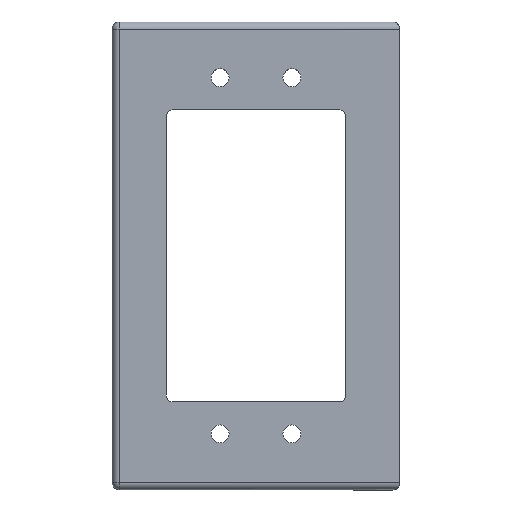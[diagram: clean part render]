
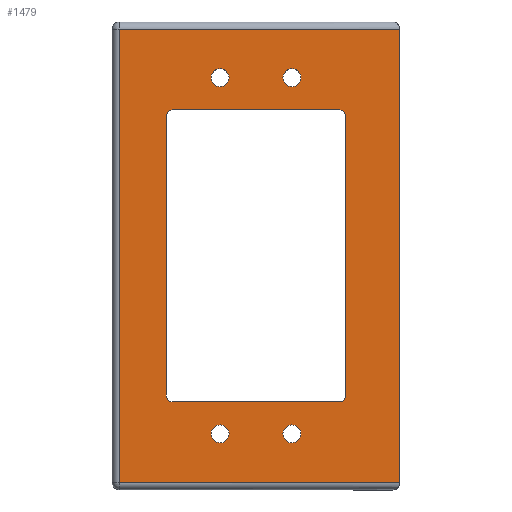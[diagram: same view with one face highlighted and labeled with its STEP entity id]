
A CAD part, top view. The second image highlights one B-rep face of the part: STEP entity #1479.
In plain terms, the highlighted planar face has unit normal (0, 0, 1).
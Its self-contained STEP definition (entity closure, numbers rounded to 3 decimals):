
#18 = CARTESIAN_POINT ( 'NONE',  ( 20., -31.5, 5. ) ) ;
#49 = AXIS2_PLACEMENT_3D ( 'NONE', #2087, #2330, #1127 ) ;
#50 = EDGE_LOOP ( 'NONE', ( #2009, #419, #2067, #1832 ) ) ;
#75 = FACE_BOUND ( 'NONE', #489, .T. ) ;
#90 = ORIENTED_EDGE ( 'NONE', *, *, #2835, .T. ) ;
#102 = VERTEX_POINT ( 'NONE', #1589 ) ;
#108 = VERTEX_POINT ( 'NONE', #2331 ) ;
#120 = PLANE ( 'NONE',  #2003 ) ;
#137 = DIRECTION ( 'NONE',  ( 0., 1., 0. ) ) ;
#188 = EDGE_CURVE ( 'NONE', #909, #909, #2167, .T. ) ;
#209 = EDGE_LOOP ( 'NONE', ( #1746 ) ) ;
#222 = CARTESIAN_POINT ( 'NONE',  ( -19., 31.5, 5. ) ) ;
#238 = LINE ( 'NONE', #494, #1206 ) ;
#249 = CIRCLE ( 'NONE', #353, 1. ) ;
#269 = EDGE_LOOP ( 'NONE', ( #1370 ) ) ;
#300 = LINE ( 'NONE', #18, #3018 ) ;
#353 = AXIS2_PLACEMENT_3D ( 'NONE', #1447, #1693, #2402 ) ;
#390 = DIRECTION ( 'NONE',  ( 1., 0., 0. ) ) ;
#419 = ORIENTED_EDGE ( 'NONE', *, *, #2079, .T. ) ;
#425 = CARTESIAN_POINT ( 'NONE',  ( 5., -24.75, 5. ) ) ;
#438 = VERTEX_POINT ( 'NONE', #2827 ) ;
#442 = ORIENTED_EDGE ( 'NONE', *, *, #1047, .F. ) ;
#454 = DIRECTION ( 'NONE',  ( 0., -1., 0. ) ) ;
#489 = EDGE_LOOP ( 'NONE', ( #1049, #2019, #442, #2749, #1171, #1474, #1356, #90 ) ) ;
#494 = CARTESIAN_POINT ( 'NONE',  ( -20., 31.5, 5. ) ) ;
#516 = CARTESIAN_POINT ( 'NONE',  ( 20., 31.5, 5. ) ) ;
#541 = FACE_BOUND ( 'NONE', #269, .T. ) ;
#573 = EDGE_CURVE ( 'NONE', #108, #1418, #2650, .T. ) ;
#603 = EDGE_CURVE ( 'NONE', #2347, #2347, #2814, .T. ) ;
#634 = EDGE_CURVE ( 'NONE', #2466, #102, #249, .T. ) ;
#643 = EDGE_CURVE ( 'NONE', #650, #1970, #238, .T. ) ;
#650 = VERTEX_POINT ( 'NONE', #516 ) ;
#680 = LINE ( 'NONE', #2847, #2217 ) ;
#687 = ORIENTED_EDGE ( 'NONE', *, *, #2309, .F. ) ;
#716 = DIRECTION ( 'NONE',  ( 1., 0., 0. ) ) ;
#719 = DIRECTION ( 'NONE',  ( 1., 0., 0. ) ) ;
#757 = CIRCLE ( 'NONE', #49, 1.25 ) ;
#771 = CARTESIAN_POINT ( 'NONE',  ( -19., -31.5, 5. ) ) ;
#824 = DIRECTION ( 'NONE',  ( 0., -1., 0. ) ) ;
#835 = FACE_BOUND ( 'NONE', #209, .T. ) ;
#870 = CARTESIAN_POINT ( 'NONE',  ( -11.5, 19.312, 5. ) ) ;
#889 = CARTESIAN_POINT ( 'NONE',  ( 12.5, 19.312, 5. ) ) ;
#909 = VERTEX_POINT ( 'NONE', #2570 ) ;
#924 = EDGE_CURVE ( 'NONE', #1970, #2682, #2020, .T. ) ;
#965 = DIRECTION ( 'NONE',  ( 0., 0., 1. ) ) ;
#990 = VERTEX_POINT ( 'NONE', #2900 ) ;
#1004 = AXIS2_PLACEMENT_3D ( 'NONE', #1861, #2824, #1631 ) ;
#1015 = VERTEX_POINT ( 'NONE', #2303 ) ;
#1037 = DIRECTION ( 'NONE',  ( 0., 0., 1. ) ) ;
#1047 = EDGE_CURVE ( 'NONE', #2466, #1592, #1643, .T. ) ;
#1049 = ORIENTED_EDGE ( 'NONE', *, *, #573, .F. ) ;
#1052 = CARTESIAN_POINT ( 'NONE',  ( 20., 32.5, 5. ) ) ;
#1068 = FACE_OUTER_BOUND ( 'NONE', #50, .T. ) ;
#1127 = DIRECTION ( 'NONE',  ( 1., 0., 0. ) ) ;
#1155 = VECTOR ( 'NONE', #716, 1000. ) ;
#1171 = ORIENTED_EDGE ( 'NONE', *, *, #2180, .F. ) ;
#1199 = DIRECTION ( 'NONE',  ( -1., 0., 0. ) ) ;
#1206 = VECTOR ( 'NONE', #1709, 1000. ) ;
#1288 = VERTEX_POINT ( 'NONE', #2919 ) ;
#1322 = LINE ( 'NONE', #1052, #1461 ) ;
#1356 = ORIENTED_EDGE ( 'NONE', *, *, #2483, .F. ) ;
#1370 = ORIENTED_EDGE ( 'NONE', *, *, #2393, .F. ) ;
#1386 = CARTESIAN_POINT ( 'NONE',  ( 12.5, -19.313, 5. ) ) ;
#1418 = VERTEX_POINT ( 'NONE', #2272 ) ;
#1419 = CIRCLE ( 'NONE', #2470, 1. ) ;
#1430 = EDGE_CURVE ( 'NONE', #1015, #650, #1322, .T. ) ;
#1447 = CARTESIAN_POINT ( 'NONE',  ( 11.5, -19.313, 5. ) ) ;
#1461 = VECTOR ( 'NONE', #2755, 1000. ) ;
#1474 = ORIENTED_EDGE ( 'NONE', *, *, #1485, .T. ) ;
#1479 = ADVANCED_FACE ( 'NONE', ( #835, #1769, #541, #1548, #1068, #75 ), #120, .T. ) ;
#1485 = EDGE_CURVE ( 'NONE', #2918, #438, #2917, .T. ) ;
#1536 = DIRECTION ( 'NONE',  ( 0., 0., -1. ) ) ;
#1548 = FACE_BOUND ( 'NONE', #1781, .T. ) ;
#1560 = DIRECTION ( 'NONE',  ( 0., 0., 1. ) ) ;
#1589 = CARTESIAN_POINT ( 'NONE',  ( 11.5, -20.313, 5. ) ) ;
#1592 = VERTEX_POINT ( 'NONE', #889 ) ;
#1629 = CARTESIAN_POINT ( 'NONE',  ( 6.25, 24.75, 5. ) ) ;
#1631 = DIRECTION ( 'NONE',  ( 1., 0., 0. ) ) ;
#1643 = LINE ( 'NONE', #2572, #2459 ) ;
#1693 = DIRECTION ( 'NONE',  ( 0., 0., -1. ) ) ;
#1709 = DIRECTION ( 'NONE',  ( -1., 0., 0. ) ) ;
#1746 = ORIENTED_EDGE ( 'NONE', *, *, #188, .F. ) ;
#1769 = FACE_BOUND ( 'NONE', #2503, .T. ) ;
#1781 = EDGE_LOOP ( 'NONE', ( #687 ) ) ;
#1832 = ORIENTED_EDGE ( 'NONE', *, *, #643, .T. ) ;
#1861 = CARTESIAN_POINT ( 'NONE',  ( 11.5, 19.312, 5. ) ) ;
#1905 = LINE ( 'NONE', #2634, #1155 ) ;
#1924 = CARTESIAN_POINT ( 'NONE',  ( -12.5, 20.312, 5. ) ) ;
#1960 = AXIS2_PLACEMENT_3D ( 'NONE', #425, #3051, #3035 ) ;
#1970 = VERTEX_POINT ( 'NONE', #222 ) ;
#1989 = EDGE_CURVE ( 'NONE', #108, #1592, #2262, .T. ) ;
#1995 = DIRECTION ( 'NONE',  ( 1., 0., 0. ) ) ;
#2003 = AXIS2_PLACEMENT_3D ( 'NONE', #2521, #1037, #1995 ) ;
#2009 = ORIENTED_EDGE ( 'NONE', *, *, #924, .T. ) ;
#2018 = AXIS2_PLACEMENT_3D ( 'NONE', #2698, #965, #719 ) ;
#2019 = ORIENTED_EDGE ( 'NONE', *, *, #1989, .T. ) ;
#2020 = LINE ( 'NONE', #2987, #2358 ) ;
#2042 = CARTESIAN_POINT ( 'NONE',  ( -11.5, -20.313, 5. ) ) ;
#2067 = ORIENTED_EDGE ( 'NONE', *, *, #1430, .T. ) ;
#2070 = DIRECTION ( 'NONE',  ( 0., 0., -1. ) ) ;
#2079 = EDGE_CURVE ( 'NONE', #2682, #1015, #300, .T. ) ;
#2087 = CARTESIAN_POINT ( 'NONE',  ( -5., -24.75, 5. ) ) ;
#2103 = CARTESIAN_POINT ( 'NONE',  ( -5., 24.75, 5. ) ) ;
#2153 = AXIS2_PLACEMENT_3D ( 'NONE', #2966, #1536, #2489 ) ;
#2167 = CIRCLE ( 'NONE', #3022, 1.25 ) ;
#2172 = CARTESIAN_POINT ( 'NONE',  ( 6.25, -24.75, 5. ) ) ;
#2180 = EDGE_CURVE ( 'NONE', #2918, #102, #1905, .T. ) ;
#2217 = VECTOR ( 'NONE', #454, 1000. ) ;
#2262 = CIRCLE ( 'NONE', #1004, 1. ) ;
#2272 = CARTESIAN_POINT ( 'NONE',  ( -11.5, 20.312, 5. ) ) ;
#2303 = CARTESIAN_POINT ( 'NONE',  ( 20., -31.5, 5. ) ) ;
#2309 = EDGE_CURVE ( 'NONE', #2644, #2644, #2419, .T. ) ;
#2330 = DIRECTION ( 'NONE',  ( 0., 0., 1. ) ) ;
#2331 = CARTESIAN_POINT ( 'NONE',  ( 11.5, 20.312, 5. ) ) ;
#2347 = VERTEX_POINT ( 'NONE', #1629 ) ;
#2358 = VECTOR ( 'NONE', #824, 1000. ) ;
#2393 = EDGE_CURVE ( 'NONE', #990, #990, #757, .T. ) ;
#2402 = DIRECTION ( 'NONE',  ( 1., 0., 0. ) ) ;
#2419 = CIRCLE ( 'NONE', #1960, 1.25 ) ;
#2436 = DIRECTION ( 'NONE',  ( 1., 0., 0. ) ) ;
#2459 = VECTOR ( 'NONE', #137, 1000. ) ;
#2466 = VERTEX_POINT ( 'NONE', #1386 ) ;
#2470 = AXIS2_PLACEMENT_3D ( 'NONE', #870, #2070, #2992 ) ;
#2483 = EDGE_CURVE ( 'NONE', #1288, #438, #680, .T. ) ;
#2489 = DIRECTION ( 'NONE',  ( 1., 0., 0. ) ) ;
#2503 = EDGE_LOOP ( 'NONE', ( #3057 ) ) ;
#2521 = CARTESIAN_POINT ( 'NONE',  ( 0., 0., 5. ) ) ;
#2570 = CARTESIAN_POINT ( 'NONE',  ( -3.75, 24.75, 5. ) ) ;
#2572 = CARTESIAN_POINT ( 'NONE',  ( 12.5, 20.312, 5. ) ) ;
#2634 = CARTESIAN_POINT ( 'NONE',  ( -12.5, -20.313, 5. ) ) ;
#2644 = VERTEX_POINT ( 'NONE', #2172 ) ;
#2650 = LINE ( 'NONE', #1924, #2931 ) ;
#2682 = VERTEX_POINT ( 'NONE', #771 ) ;
#2698 = CARTESIAN_POINT ( 'NONE',  ( 5., 24.75, 5. ) ) ;
#2749 = ORIENTED_EDGE ( 'NONE', *, *, #634, .T. ) ;
#2755 = DIRECTION ( 'NONE',  ( 0., 1., 0. ) ) ;
#2814 = CIRCLE ( 'NONE', #2018, 1.25 ) ;
#2824 = DIRECTION ( 'NONE',  ( 0., 0., -1. ) ) ;
#2827 = CARTESIAN_POINT ( 'NONE',  ( -12.5, -19.313, 5. ) ) ;
#2835 = EDGE_CURVE ( 'NONE', #1288, #1418, #1419, .T. ) ;
#2847 = CARTESIAN_POINT ( 'NONE',  ( -12.5, 20.312, 5. ) ) ;
#2900 = CARTESIAN_POINT ( 'NONE',  ( -3.75, -24.75, 5. ) ) ;
#2917 = CIRCLE ( 'NONE', #2153, 1. ) ;
#2918 = VERTEX_POINT ( 'NONE', #2042 ) ;
#2919 = CARTESIAN_POINT ( 'NONE',  ( -12.5, 19.312, 5. ) ) ;
#2931 = VECTOR ( 'NONE', #1199, 1000. ) ;
#2966 = CARTESIAN_POINT ( 'NONE',  ( -11.5, -19.313, 5. ) ) ;
#2987 = CARTESIAN_POINT ( 'NONE',  ( -19., -32.5, 5. ) ) ;
#2992 = DIRECTION ( 'NONE',  ( 1., 0., 0. ) ) ;
#3018 = VECTOR ( 'NONE', #2436, 1000. ) ;
#3022 = AXIS2_PLACEMENT_3D ( 'NONE', #2103, #1560, #390 ) ;
#3035 = DIRECTION ( 'NONE',  ( 1., 0., 0. ) ) ;
#3051 = DIRECTION ( 'NONE',  ( 0., 0., 1. ) ) ;
#3057 = ORIENTED_EDGE ( 'NONE', *, *, #603, .F. ) ;
